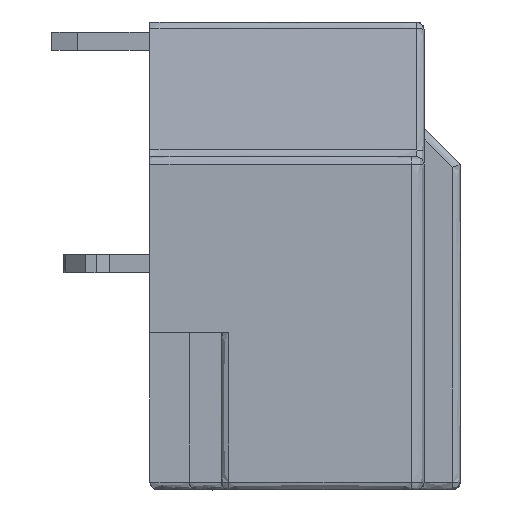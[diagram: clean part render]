
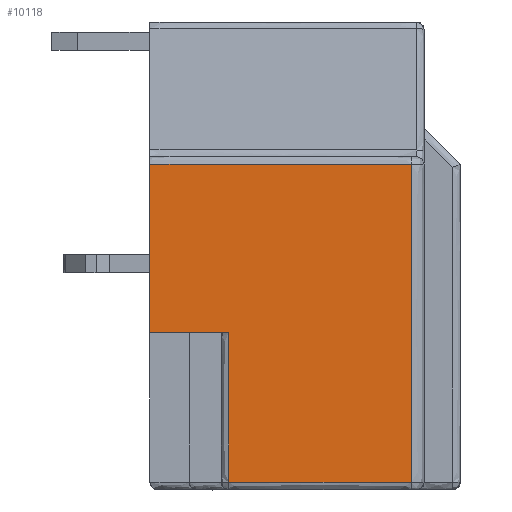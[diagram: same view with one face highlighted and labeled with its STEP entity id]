
A CAD part, left-side view. The second image highlights one B-rep face of the part: STEP entity #10118.
In plain terms, the highlighted free-form (B-spline) face has degree [1, 1] with [2, 2] control points.
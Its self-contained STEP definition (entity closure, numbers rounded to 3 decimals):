
#8628=CARTESIAN_POINT('',(-32.25,29.29,4.1));
#8629=VERTEX_POINT('',#8628);
#8635=CARTESIAN_POINT('',(-32.25,29.29,10.6));
#8636=VERTEX_POINT('',#8635);
#8637=CARTESIAN_POINT('',(-32.25,29.29,4.1));
#8638=CARTESIAN_POINT('',(-32.25,29.29,10.6));
#8639=B_SPLINE_CURVE_WITH_KNOTS('',1,(#8637,#8638),.POLYLINE_FORM.,.F.,.U.,(2,2),(0.,1.),.UNSPECIFIED.);
#8640=EDGE_CURVE('',#8629,#8636,#8639,.T.);
#10056=CARTESIAN_POINT('',(-32.25,19.19,10.6));
#10057=VERTEX_POINT('',#10056);
#10066=CARTESIAN_POINT('',(-32.25,19.19,-1.7));
#10067=VERTEX_POINT('',#10066);
#10068=CARTESIAN_POINT('',(-32.25,19.19,10.6));
#10069=CARTESIAN_POINT('',(-32.25,19.19,-1.7));
#10070=B_SPLINE_CURVE_WITH_KNOTS('',1,(#10068,#10069),.POLYLINE_FORM.,.F.,.U.,(2,2),(0.,1.),.UNSPECIFIED.);
#10071=EDGE_CURVE('',#10057,#10067,#10070,.T.);
#10085=CARTESIAN_POINT('',(-32.25,168.308,-11.509));
#10086=CARTESIAN_POINT('',(-32.25,168.308,283.398));
#10087=CARTESIAN_POINT('',(-32.25,-126.599,-11.509));
#10088=CARTESIAN_POINT('',(-32.25,-126.599,283.398));
#10089=B_SPLINE_SURFACE_WITH_KNOTS('',1,1,((#10085,#10086),(#10087,#10088)),.PLANE_SURF.,.F.,.F.,.U.,(2,2),(2,2),(0.,1.),(0.,1.),.UNSPECIFIED.);
#10090=CARTESIAN_POINT('',(-32.25,19.19,10.6));
#10091=CARTESIAN_POINT('',(-32.25,29.29,10.6));
#10092=B_SPLINE_CURVE_WITH_KNOTS('',1,(#10090,#10091),.POLYLINE_FORM.,.F.,.U.,(2,2),(0.,1.),.UNSPECIFIED.);
#10093=EDGE_CURVE('',#10057,#8636,#10092,.T.);
#10094=ORIENTED_EDGE('',*,*,#10093,.T.);
#10095=ORIENTED_EDGE('',*,*,#8640,.F.);
#10096=CARTESIAN_POINT('',(-32.25,26.24,4.1));
#10097=VERTEX_POINT('',#10096);
#10098=CARTESIAN_POINT('',(-32.25,29.29,4.1));
#10099=CARTESIAN_POINT('',(-32.25,26.24,4.1));
#10100=B_SPLINE_CURVE_WITH_KNOTS('',1,(#10098,#10099),.POLYLINE_FORM.,.F.,.U.,(2,2),(0.,1.),.UNSPECIFIED.);
#10101=EDGE_CURVE('',#8629,#10097,#10100,.T.);
#10102=ORIENTED_EDGE('',*,*,#10101,.T.);
#10103=CARTESIAN_POINT('',(-32.25,26.24,-1.7));
#10104=VERTEX_POINT('',#10103);
#10105=CARTESIAN_POINT('',(-32.25,26.24,4.1));
#10106=CARTESIAN_POINT('',(-32.25,26.24,-1.7));
#10107=B_SPLINE_CURVE_WITH_KNOTS('',1,(#10105,#10106),.POLYLINE_FORM.,.F.,.U.,(2,2),(0.,1.),.UNSPECIFIED.);
#10108=EDGE_CURVE('',#10097,#10104,#10107,.T.);
#10109=ORIENTED_EDGE('',*,*,#10108,.T.);
#10110=CARTESIAN_POINT('',(-32.25,26.24,-1.7));
#10111=CARTESIAN_POINT('',(-32.25,19.19,-1.7));
#10112=B_SPLINE_CURVE_WITH_KNOTS('',1,(#10110,#10111),.POLYLINE_FORM.,.F.,.U.,(2,2),(0.,1.),.UNSPECIFIED.);
#10113=EDGE_CURVE('',#10104,#10067,#10112,.T.);
#10114=ORIENTED_EDGE('',*,*,#10113,.T.);
#10115=ORIENTED_EDGE('',*,*,#10071,.F.);
#10116=EDGE_LOOP('',(#10094,#10095,#10102,#10109,#10114,#10115));
#10117=FACE_OUTER_BOUND('',#10116,.T.);
#10118=ADVANCED_FACE('',(#10117),#10089,.T.);
